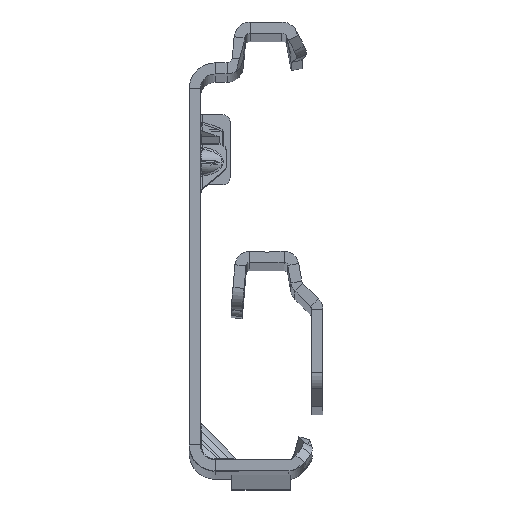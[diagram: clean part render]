
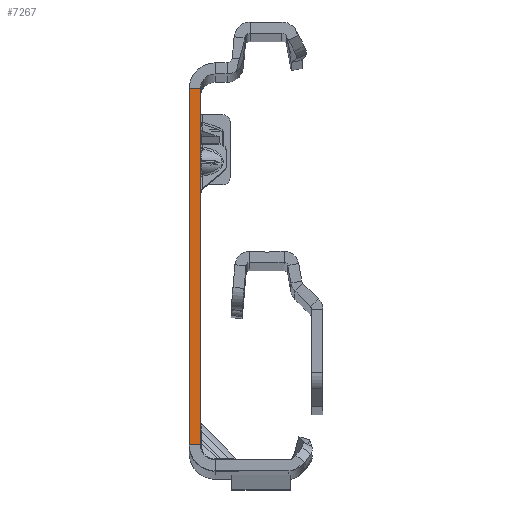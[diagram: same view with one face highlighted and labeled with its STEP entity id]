
A CAD part, top view. The second image highlights one B-rep face of the part: STEP entity #7267.
In plain terms, the highlighted planar face has unit normal (0, 0, 1).
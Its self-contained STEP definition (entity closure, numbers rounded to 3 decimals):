
#8 = VECTOR ( 'NONE', #1359, 1000. ) ;
#47 = CARTESIAN_POINT ( 'NONE',  ( 0., -25.865, 0. ) ) ;
#1359 = DIRECTION ( 'NONE',  ( 0., -1., 0. ) ) ;
#1570 = CARTESIAN_POINT ( 'NONE',  ( 0., 22.135, 0. ) ) ;
#1921 = ORIENTED_EDGE ( 'NONE', *, *, #5242, .F. ) ;
#2642 = DIRECTION ( 'NONE',  ( -1., 0., 0. ) ) ;
#3270 = VECTOR ( 'NONE', #6873, 1000. ) ;
#3336 = CARTESIAN_POINT ( 'NONE',  ( -1.5, -25.865, 0. ) ) ;
#3824 = VERTEX_POINT ( 'NONE', #47 ) ;
#4281 = PLANE ( 'NONE',  #10161 ) ;
#4421 = LINE ( 'NONE', #9272, #11913 ) ;
#4520 = CARTESIAN_POINT ( 'NONE',  ( -1.5, -27.865, 0. ) ) ;
#4694 = ORIENTED_EDGE ( 'NONE', *, *, #10185, .T. ) ;
#4707 = DIRECTION ( 'NONE',  ( -1., 0., 0. ) ) ;
#5242 = EDGE_CURVE ( 'NONE', #3824, #15596, #4421, .T. ) ;
#6873 = DIRECTION ( 'NONE',  ( 0., -1., 0. ) ) ;
#7267 = ADVANCED_FACE ( 'NONE', ( #15402 ), #4281, .T. ) ;
#7414 = CARTESIAN_POINT ( 'NONE',  ( 0., -27.865, 0. ) ) ;
#8053 = CARTESIAN_POINT ( 'NONE',  ( -1.5, -27.865, 0. ) ) ;
#8459 = CARTESIAN_POINT ( 'NONE',  ( -1.5, 22.135, 0. ) ) ;
#8633 = LINE ( 'NONE', #1570, #10385 ) ;
#8884 = EDGE_CURVE ( 'NONE', #12505, #15596, #13028, .T. ) ;
#9272 = CARTESIAN_POINT ( 'NONE',  ( 0., -25.865, 0. ) ) ;
#10161 = AXIS2_PLACEMENT_3D ( 'NONE', #4520, #14200, #15475 ) ;
#10185 = EDGE_CURVE ( 'NONE', #14411, #12505, #8633, .T. ) ;
#10385 = VECTOR ( 'NONE', #2642, 1000. ) ;
#10946 = LINE ( 'NONE', #7414, #8 ) ;
#11645 = EDGE_CURVE ( 'NONE', #14411, #3824, #10946, .T. ) ;
#11913 = VECTOR ( 'NONE', #4707, 1000. ) ;
#11946 = ORIENTED_EDGE ( 'NONE', *, *, #8884, .T. ) ;
#12317 = CARTESIAN_POINT ( 'NONE',  ( 0., 22.135, 0. ) ) ;
#12482 = EDGE_LOOP ( 'NONE', ( #12550, #4694, #11946, #1921 ) ) ;
#12505 = VERTEX_POINT ( 'NONE', #8459 ) ;
#12550 = ORIENTED_EDGE ( 'NONE', *, *, #11645, .F. ) ;
#13028 = LINE ( 'NONE', #8053, #3270 ) ;
#14200 = DIRECTION ( 'NONE',  ( 0., 0., 1. ) ) ;
#14411 = VERTEX_POINT ( 'NONE', #12317 ) ;
#15402 = FACE_OUTER_BOUND ( 'NONE', #12482, .T. ) ;
#15475 = DIRECTION ( 'NONE',  ( 1., 0., 0. ) ) ;
#15596 = VERTEX_POINT ( 'NONE', #3336 ) ;
